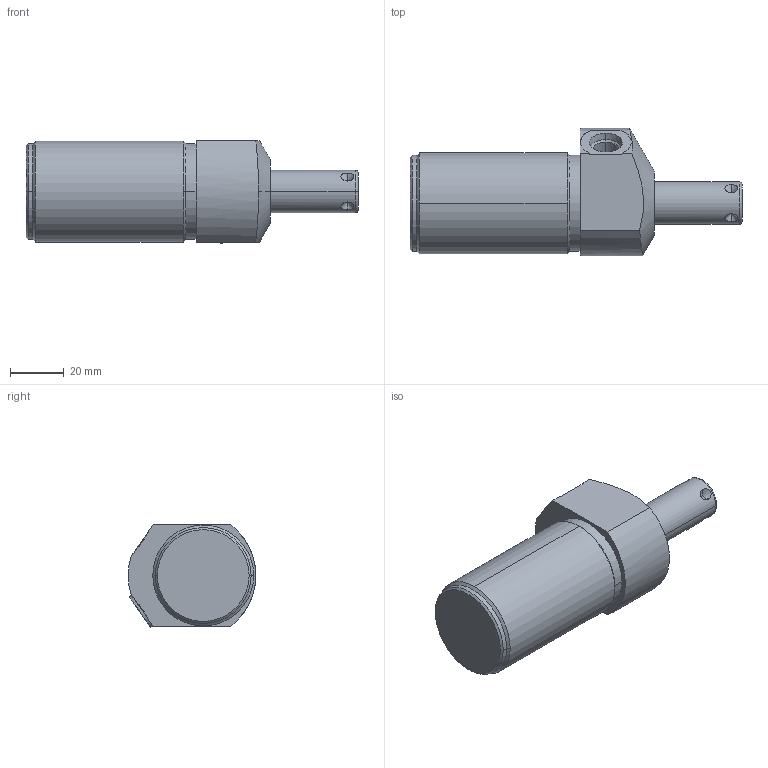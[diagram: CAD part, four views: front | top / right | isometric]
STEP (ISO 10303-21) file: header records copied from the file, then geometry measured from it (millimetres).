
FILE_DESCRIPTION((''),'2;1');
FILE_NAME('ILC25010909','2021-06-02T',('Asawyer'),(''),'PRO/ENGINEER BY PARAMETRIC TECHNOLOGY CORPORATION, 2013320','PRO/ENGINEER BY PARAMETRIC TECHNOLOGY CORPORATION, 2013320','');
FILE_SCHEMA(('CONFIG_CONTROL_DESIGN'));
Length unit declared in the file: inch
Products named in the file (1): ILC25010909
Bounding box: 124 x 47.62 x 38.21 mm (x, y, z)
Volume: 112851.6 mm3; surface area: 17506.6 mm2
Topology: 1 solids, 3 shells, 73 faces, 176 edges, 107 vertices
Faces by surface type: cylinder 28, cone 26, plane 17, torus 2
Entity records: 2292 total; most frequent: CARTESIAN_POINT 593, DIRECTION 354, ORIENTED_EDGE 328, EDGE_CURVE 166, AXIS2_PLACEMENT_3D 144, VERTEX_POINT 107, EDGE_LOOP 83, FACE_OUTER_BOUND 73
